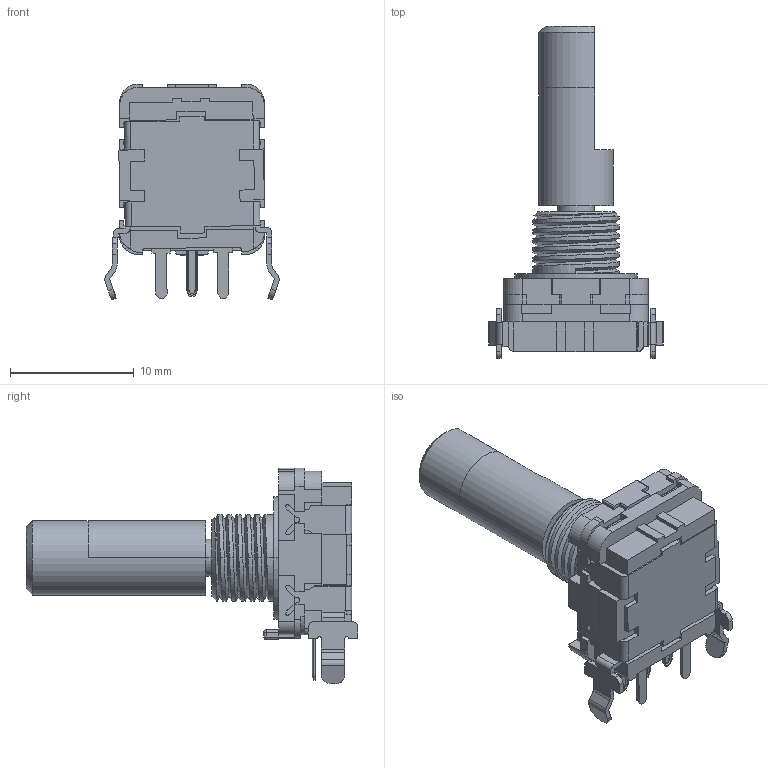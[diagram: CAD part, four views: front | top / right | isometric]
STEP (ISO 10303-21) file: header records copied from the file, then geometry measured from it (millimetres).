
FILE_DESCRIPTION(('FreeCAD Model'),'2;1');
FILE_NAME('TT_EN11-VSM.STP', '2020-04-12T16:01:25',('Author'),(''), 'Open CASCADE STEP processor 7.3','FreeCAD','Unknown');
FILE_SCHEMA(('AUTOMOTIVE_DESIGN { 1 0 10303 214 1 1 1 1 }'));
Length unit declared in the file: millimetre
Products named in the file (1): EN11-VSM1AF20
Bounding box: 14.09 x 26.8 x 17.43 mm (x, y, z)
Volume: 1170 mm3; surface area: 1746 mm2
Topology: 1 solids, 1 shells, 576 faces, 1650 edges, 1072 vertices
Faces by surface type: plane 401, cylinder 148, torus 10, cone 9, sphere 4, bspline 4
Entity records: 24380 total; most frequent: CARTESIAN_POINT 5037, ORIENTED_EDGE 3292, DIRECTION 3088, EDGE_CURVE 1646, LINE 1276, VECTOR 1276, VERTEX_POINT 1072, AXIS2_PLACEMENT_3D 906
